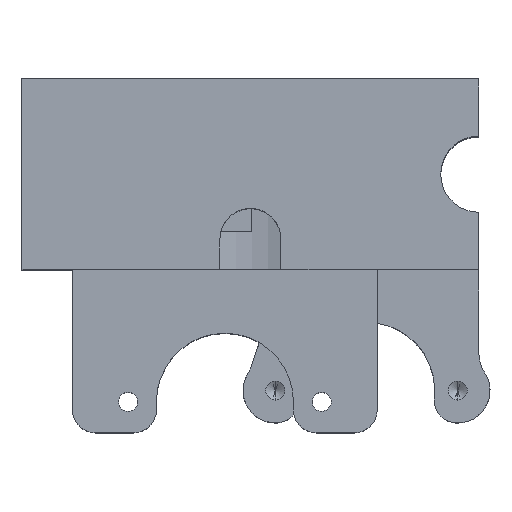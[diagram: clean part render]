
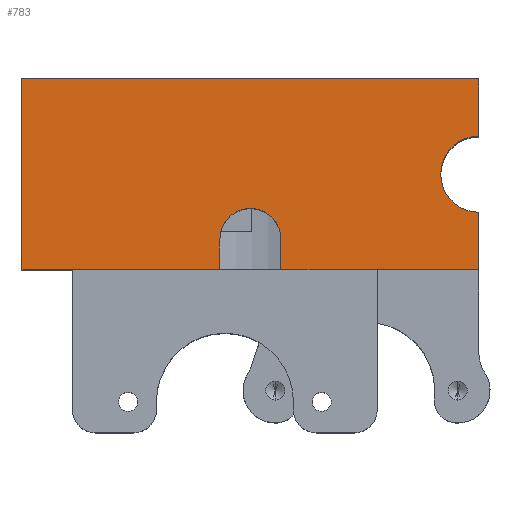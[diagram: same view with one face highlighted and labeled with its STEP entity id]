
A CAD part, top view. The second image highlights one B-rep face of the part: STEP entity #783.
In plain terms, the highlighted face is planar.
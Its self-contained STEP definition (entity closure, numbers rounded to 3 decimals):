
#102 = PLANE ( 'NONE',  #4216 ) ;
#139 = CARTESIAN_POINT ( 'NONE',  ( 60., 37.5, -5. ) ) ;
#167 = AXIS2_PLACEMENT_3D ( 'NONE', #4208, #4250, #5089 ) ;
#176 = ORIENTED_EDGE ( 'NONE', *, *, #2254, .F. ) ;
#178 = EDGE_CURVE ( 'NONE', #3023, #1437, #1021, .T. ) ;
#199 = CARTESIAN_POINT ( 'NONE',  ( 60., 37.5, 12.5 ) ) ;
#248 = LINE ( 'NONE', #2540, #1151 ) ;
#363 = FACE_OUTER_BOUND ( 'NONE', #4181, .T. ) ;
#414 = CARTESIAN_POINT ( 'NONE',  ( 34., 37.5, 12.5 ) ) ;
#439 = VECTOR ( 'NONE', #3909, 1000. ) ;
#546 = CARTESIAN_POINT ( 'NONE',  ( 60., 37.5, 12.5 ) ) ;
#783 = ADVANCED_FACE ( 'NONE', ( #363 ), #102, .F. ) ;
#891 = DIRECTION ( 'NONE',  ( 0., 0., -1. ) ) ;
#907 = VERTEX_POINT ( 'NONE', #1530 ) ;
#917 = LINE ( 'NONE', #4285, #4947 ) ;
#948 = VECTOR ( 'NONE', #4627, 1000. ) ;
#1021 = LINE ( 'NONE', #546, #1521 ) ;
#1151 = VECTOR ( 'NONE', #1801, 1000. ) ;
#1185 = CARTESIAN_POINT ( 'NONE',  ( 30., 37.5, 8.5 ) ) ;
#1205 = DIRECTION ( 'NONE',  ( 0., 0., 1. ) ) ;
#1344 = CARTESIAN_POINT ( 'NONE',  ( 60., 37.5, 12.5 ) ) ;
#1375 = CARTESIAN_POINT ( 'NONE',  ( 26., 37.5, 12.5 ) ) ;
#1437 = VERTEX_POINT ( 'NONE', #4184 ) ;
#1521 = VECTOR ( 'NONE', #4607, 1000. ) ;
#1523 = VECTOR ( 'NONE', #3837, 1000. ) ;
#1530 = CARTESIAN_POINT ( 'NONE',  ( 60., 37.5, -12.5 ) ) ;
#1752 = CARTESIAN_POINT ( 'NONE',  ( 60., 37.5, 12.5 ) ) ;
#1785 = LINE ( 'NONE', #199, #1523 ) ;
#1788 = VERTEX_POINT ( 'NONE', #3194 ) ;
#1801 = DIRECTION ( 'NONE',  ( 0., 0., 1. ) ) ;
#1842 = EDGE_CURVE ( 'NONE', #4273, #5240, #917, .T. ) ;
#1998 = DIRECTION ( 'NONE',  ( 0., 0., 1. ) ) ;
#2028 = CARTESIAN_POINT ( 'NONE',  ( 0., 37.5, -12.5 ) ) ;
#2151 = DIRECTION ( 'NONE',  ( 0., -1., 0. ) ) ;
#2254 = EDGE_CURVE ( 'NONE', #2379, #2925, #2308, .T. ) ;
#2308 = LINE ( 'NONE', #1752, #3502 ) ;
#2379 = VERTEX_POINT ( 'NONE', #3547 ) ;
#2509 = AXIS2_PLACEMENT_3D ( 'NONE', #1185, #2794, #1205 ) ;
#2540 = CARTESIAN_POINT ( 'NONE',  ( 0., 37.5, 12.5 ) ) ;
#2558 = CARTESIAN_POINT ( 'NONE',  ( 26., 37.5, 16.5 ) ) ;
#2618 = ORIENTED_EDGE ( 'NONE', *, *, #3075, .F. ) ;
#2702 = DIRECTION ( 'NONE',  ( -1., 0., 0. ) ) ;
#2794 = DIRECTION ( 'NONE',  ( 0., 1., 0. ) ) ;
#2867 = ORIENTED_EDGE ( 'NONE', *, *, #4362, .T. ) ;
#2925 = VERTEX_POINT ( 'NONE', #1344 ) ;
#3010 = EDGE_CURVE ( 'NONE', #3440, #1437, #248, .T. ) ;
#3021 = LINE ( 'NONE', #2558, #439 ) ;
#3023 = VERTEX_POINT ( 'NONE', #1375 ) ;
#3075 = EDGE_CURVE ( 'NONE', #4896, #2379, #5250, .T. ) ;
#3082 = LINE ( 'NONE', #3875, #3969 ) ;
#3091 = ORIENTED_EDGE ( 'NONE', *, *, #3010, .T. ) ;
#3194 = CARTESIAN_POINT ( 'NONE',  ( 26., 37.5, 8.5 ) ) ;
#3383 = EDGE_CURVE ( 'NONE', #4273, #1788, #4923, .T. ) ;
#3440 = VERTEX_POINT ( 'NONE', #2028 ) ;
#3502 = VECTOR ( 'NONE', #4195, 1000. ) ;
#3547 = CARTESIAN_POINT ( 'NONE',  ( 60., 37.5, 5. ) ) ;
#3731 = EDGE_CURVE ( 'NONE', #907, #4896, #1785, .T. ) ;
#3742 = EDGE_CURVE ( 'NONE', #1788, #3023, #3021, .T. ) ;
#3760 = ORIENTED_EDGE ( 'NONE', *, *, #1842, .T. ) ;
#3779 = EDGE_CURVE ( 'NONE', #2925, #5240, #3082, .T. ) ;
#3816 = ORIENTED_EDGE ( 'NONE', *, *, #178, .F. ) ;
#3837 = DIRECTION ( 'NONE',  ( 0., 0., 1. ) ) ;
#3875 = CARTESIAN_POINT ( 'NONE',  ( 60., 37.5, 12.5 ) ) ;
#3909 = DIRECTION ( 'NONE',  ( 0., 0., 1. ) ) ;
#3969 = VECTOR ( 'NONE', #2702, 1000. ) ;
#4066 = CARTESIAN_POINT ( 'NONE',  ( 34., 37.5, 8.5 ) ) ;
#4113 = ORIENTED_EDGE ( 'NONE', *, *, #3731, .F. ) ;
#4181 = EDGE_LOOP ( 'NONE', ( #3816, #4667, #4352, #3760, #5045, #176, #2618, #4113, #2867, #3091 ) ) ;
#4184 = CARTESIAN_POINT ( 'NONE',  ( 0., 37.5, 12.5 ) ) ;
#4195 = DIRECTION ( 'NONE',  ( 0., 0., 1. ) ) ;
#4208 = CARTESIAN_POINT ( 'NONE',  ( 60., 37.5, 0. ) ) ;
#4216 = AXIS2_PLACEMENT_3D ( 'NONE', #4519, #2151, #891 ) ;
#4250 = DIRECTION ( 'NONE',  ( 0., 1., 0. ) ) ;
#4273 = VERTEX_POINT ( 'NONE', #4066 ) ;
#4285 = CARTESIAN_POINT ( 'NONE',  ( 34., 37.5, 12.5 ) ) ;
#4352 = ORIENTED_EDGE ( 'NONE', *, *, #3383, .F. ) ;
#4362 = EDGE_CURVE ( 'NONE', #907, #3440, #5235, .T. ) ;
#4519 = CARTESIAN_POINT ( 'NONE',  ( 60., 37.5, 12.5 ) ) ;
#4607 = DIRECTION ( 'NONE',  ( -1., 0., 0. ) ) ;
#4627 = DIRECTION ( 'NONE',  ( -1., 0., 0. ) ) ;
#4667 = ORIENTED_EDGE ( 'NONE', *, *, #3742, .F. ) ;
#4896 = VERTEX_POINT ( 'NONE', #139 ) ;
#4923 = CIRCLE ( 'NONE', #2509, 4. ) ;
#4947 = VECTOR ( 'NONE', #1998, 1000. ) ;
#5022 = CARTESIAN_POINT ( 'NONE',  ( 60., 37.5, -12.5 ) ) ;
#5045 = ORIENTED_EDGE ( 'NONE', *, *, #3779, .F. ) ;
#5089 = DIRECTION ( 'NONE',  ( 0., 0., 1. ) ) ;
#5235 = LINE ( 'NONE', #5022, #948 ) ;
#5240 = VERTEX_POINT ( 'NONE', #414 ) ;
#5250 = CIRCLE ( 'NONE', #167, 5. ) ;
